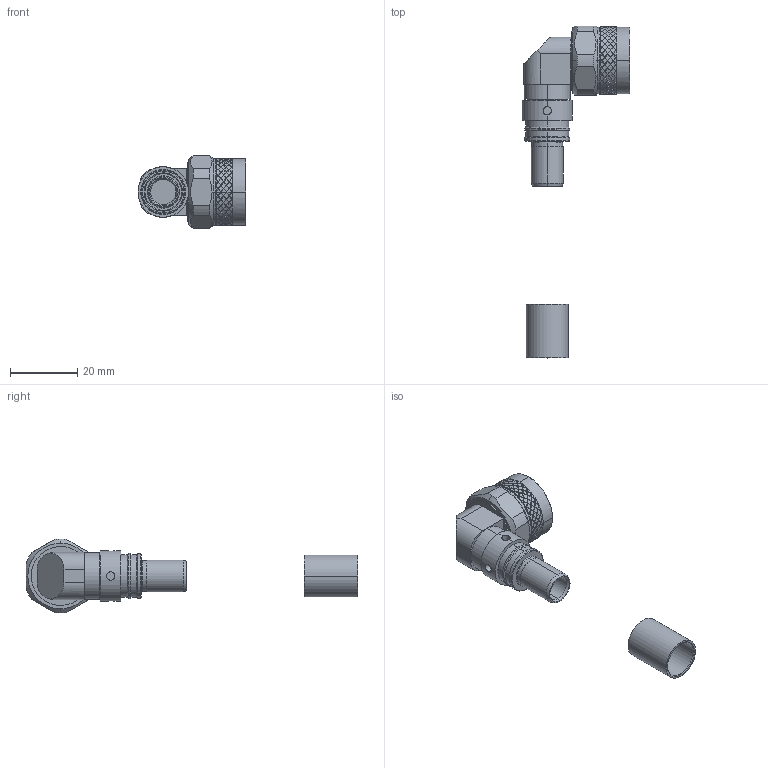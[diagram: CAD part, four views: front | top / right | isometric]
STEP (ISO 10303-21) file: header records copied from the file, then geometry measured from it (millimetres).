
FILE_DESCRIPTION (( 'STEP AP214' ), '1' );
FILE_NAME ('EZ-400-NMH-RA-X-LC_3D.step', '2024-05-02T21:30:16', ( '' ), ( '' ), 'SwSTEP 2.0', 'SolidWorks 2022', '' );
FILE_SCHEMA (( 'AUTOMOTIVE_DESIGN' ));
Length unit declared in the file: millimetre
Products named in the file (1): EZ-400-NMH-RA-X-LC_3D
Bounding box: 32.1 x 98.69 x 22 mm (x, y, z)
Volume: 9412.2 mm3; surface area: 6801.5 mm2
Topology: 2 solids, 4 shells, 980 faces, 2672 edges, 1717 vertices
Faces by surface type: bspline 480, cylinder 314, cone 133, plane 44, torus 9
Entity records: 52864 total; most frequent: CARTESIAN_POINT 34716, ORIENTED_EDGE 5338, EDGE_CURVE 2669, DIRECTION 2058, VERTEX_POINT 1717, B_SPLINE_CURVE_WITH_KNOTS 1070, EDGE_LOOP 1002, FACE_OUTER_BOUND 980
